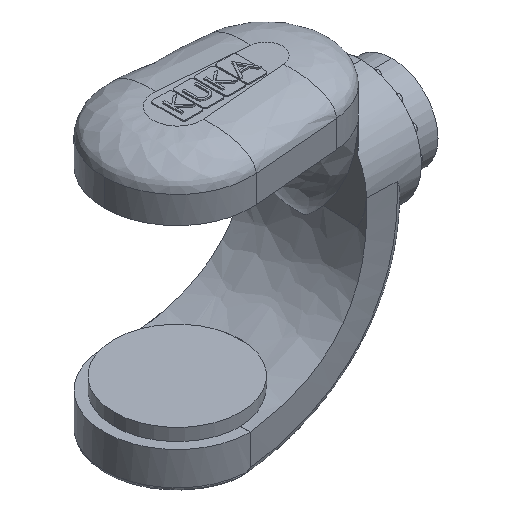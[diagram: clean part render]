
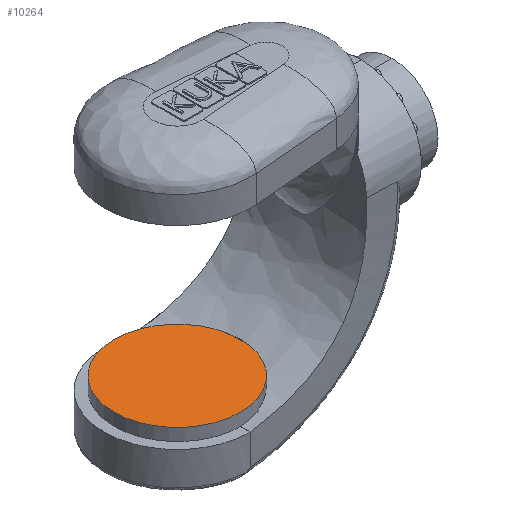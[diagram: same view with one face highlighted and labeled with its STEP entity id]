
A CAD part, isometric view. The second image highlights one B-rep face of the part: STEP entity #10264.
In plain terms, the highlighted planar face has unit normal (0, 0, 1).
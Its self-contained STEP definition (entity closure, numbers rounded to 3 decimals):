
#1368 = EDGE_CURVE ( 'NONE', #6690, #6435, #2925, .T. ) ;
#1518 = EDGE_LOOP ( 'NONE', ( #9442, #10306 ) ) ;
#1831 = AXIS2_PLACEMENT_3D ( 'NONE', #10248, #11738, #7338 ) ;
#2097 = AXIS2_PLACEMENT_3D ( 'NONE', #13009, #8533, #5544 ) ;
#2259 = EDGE_CURVE ( 'NONE', #6435, #6690, #3601, .T. ) ;
#2588 = DIRECTION ( 'NONE',  ( 0., 0., 1. ) ) ;
#2925 = CIRCLE ( 'NONE', #1831, 51.5 ) ;
#3601 = CIRCLE ( 'NONE', #2097, 51.5 ) ;
#5010 = FACE_OUTER_BOUND ( 'NONE', #1518, .T. ) ;
#5544 = DIRECTION ( 'NONE',  ( 1., 0., 0. ) ) ;
#6435 = VERTEX_POINT ( 'NONE', #7872 ) ;
#6690 = VERTEX_POINT ( 'NONE', #17173 ) ;
#7052 = CARTESIAN_POINT ( 'NONE',  ( 0., 0., -148. ) ) ;
#7338 = DIRECTION ( 'NONE',  ( 1., 0., 0. ) ) ;
#7872 = CARTESIAN_POINT ( 'NONE',  ( 51.5, 0., -148. ) ) ;
#8533 = DIRECTION ( 'NONE',  ( 0., 0., 1. ) ) ;
#9442 = ORIENTED_EDGE ( 'NONE', *, *, #1368, .T. ) ;
#10248 = CARTESIAN_POINT ( 'NONE',  ( 0., 0., -148. ) ) ;
#10264 = ADVANCED_FACE ( 'NONE', ( #5010 ), #15750, .T. ) ;
#10306 = ORIENTED_EDGE ( 'NONE', *, *, #2259, .T. ) ;
#11738 = DIRECTION ( 'NONE',  ( 0., 0., 1. ) ) ;
#12959 = DIRECTION ( 'NONE',  ( 1., 0., 0. ) ) ;
#13009 = CARTESIAN_POINT ( 'NONE',  ( 0., 0., -148. ) ) ;
#14351 = AXIS2_PLACEMENT_3D ( 'NONE', #7052, #2588, #12959 ) ;
#15750 = PLANE ( 'NONE',  #14351 ) ;
#17173 = CARTESIAN_POINT ( 'NONE',  ( -51.5, 0., -148. ) ) ;
